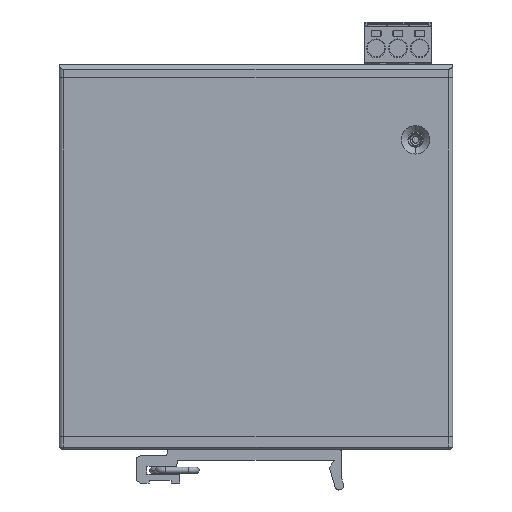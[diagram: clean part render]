
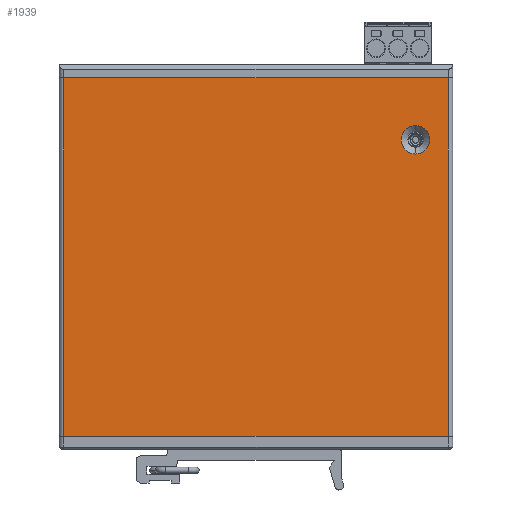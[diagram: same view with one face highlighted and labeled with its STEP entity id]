
A CAD part, left-side view. The second image highlights one B-rep face of the part: STEP entity #1939.
In plain terms, the highlighted planar face has unit normal (-1, 0, 0).
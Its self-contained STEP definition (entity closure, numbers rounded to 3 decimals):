
#15=DIRECTION('',(0.,-1.,0.));
#16=VECTOR('',#15,88.);
#17=CARTESIAN_POINT('',(-26.5,44.,0.));
#18=LINE('',#17,#16);
#285=DIRECTION('',(0.,0.,-1.));
#286=VECTOR('',#285,82.);
#287=CARTESIAN_POINT('',(-26.5,44.,82.));
#288=LINE('',#287,#286);
#289=DIRECTION('',(0.,0.,-1.));
#290=VECTOR('',#289,82.);
#291=CARTESIAN_POINT('',(-26.5,-44.,82.));
#292=LINE('',#291,#290);
#293=CARTESIAN_POINT('',(-26.5,-36.51,67.84));
#294=DIRECTION('',(1.,0.,0.));
#295=DIRECTION('',(0.,0.,1.));
#296=AXIS2_PLACEMENT_3D('',#293,#294,#295);
#298=CARTESIAN_POINT('',(-26.5,-36.51,67.84));
#299=DIRECTION('',(1.,0.,0.));
#300=DIRECTION('',(0.,0.,-1.));
#301=AXIS2_PLACEMENT_3D('',#298,#299,#300);
#334=DIRECTION('',(0.,-1.,0.));
#335=VECTOR('',#334,88.);
#336=CARTESIAN_POINT('',(-26.5,44.,82.));
#337=LINE('',#336,#335);
#1525=CARTESIAN_POINT('',(-26.5,44.,0.));
#1527=VERTEX_POINT('',#1525);
#1531=CARTESIAN_POINT('',(-26.5,44.,82.));
#1532=VERTEX_POINT('',#1531);
#1542=CARTESIAN_POINT('',(-26.5,-44.,0.));
#1544=VERTEX_POINT('',#1542);
#1545=CARTESIAN_POINT('',(-26.5,-44.,82.));
#1546=VERTEX_POINT('',#1545);
#1665=CARTESIAN_POINT('',(-26.5,-36.51,71.09));
#1666=CARTESIAN_POINT('',(-26.5,-36.51,64.59));
#1667=VERTEX_POINT('',#1665);
#1668=VERTEX_POINT('',#1666);
#1920=CARTESIAN_POINT('',(-26.5,45.,0.));
#1921=DIRECTION('',(-1.,0.,0.));
#1922=DIRECTION('',(0.,-1.,0.));
#1923=AXIS2_PLACEMENT_3D('',#1920,#1921,#1922);
#1924=PLANE('',#1923);
#1926=ORIENTED_EDGE('',*,*,#1925,.F.);
#1928=ORIENTED_EDGE('',*,*,#1927,.T.);
#1929=ORIENTED_EDGE('',*,*,#1912,.T.);
#1930=ORIENTED_EDGE('',*,*,#1684,.F.);
#1931=EDGE_LOOP('',(#1926,#1928,#1929,#1930));
#1932=FACE_OUTER_BOUND('',#1931,.F.);
#1934=ORIENTED_EDGE('',*,*,#1933,.F.);
#1936=ORIENTED_EDGE('',*,*,#1935,.F.);
#1937=EDGE_LOOP('',(#1934,#1936));
#1938=FACE_BOUND('',#1937,.F.);
#1939=ADVANCED_FACE('',(#1932,#1938),#1924,.T.);
#297=CIRCLE('',#296,3.25);
#302=CIRCLE('',#301,3.25);
#1684=EDGE_CURVE('',#1527,#1544,#18,.T.);
#1912=EDGE_CURVE('',#1546,#1544,#292,.T.);
#1925=EDGE_CURVE('',#1532,#1527,#288,.T.);
#1927=EDGE_CURVE('',#1532,#1546,#337,.T.);
#1933=EDGE_CURVE('',#1667,#1668,#297,.T.);
#1935=EDGE_CURVE('',#1668,#1667,#302,.T.);
